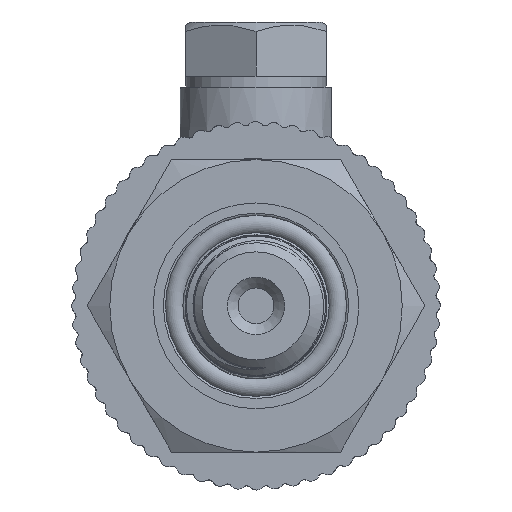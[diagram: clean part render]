
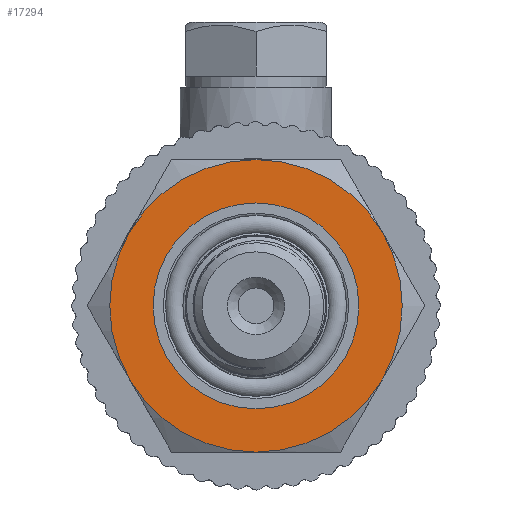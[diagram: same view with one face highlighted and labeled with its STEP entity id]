
A CAD part, left-side view. The second image highlights one B-rep face of the part: STEP entity #17294.
In plain terms, the highlighted conical face has half-angle 89.979 degrees and reference radius 11 mm.
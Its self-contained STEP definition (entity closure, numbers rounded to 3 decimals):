
#751=CONICAL_SURFACE('',#18230,11.,1.57);
#1151=FACE_OUTER_BOUND('',#2152,.T.);
#2152=EDGE_LOOP('',(#12826,#12827,#12828,#12829));
#2966=CIRCLE('',#18231,13.5);
#2967=CIRCLE('',#18232,9.5);
#4859=LINE('',#34397,#5914);
#5914=VECTOR('',#19960,11.);
#7209=VERTEX_POINT('',#34394);
#7210=VERTEX_POINT('',#34396);
#9327=EDGE_CURVE('',#7209,#7209,#2966,.T.);
#9328=EDGE_CURVE('',#7209,#7210,#4859,.T.);
#9329=EDGE_CURVE('',#7210,#7210,#2967,.T.);
#12826=ORIENTED_EDGE('',*,*,#9327,.F.);
#12827=ORIENTED_EDGE('',*,*,#9328,.T.);
#12828=ORIENTED_EDGE('',*,*,#9329,.T.);
#12829=ORIENTED_EDGE('',*,*,#9328,.F.);
#17294=ADVANCED_FACE('',(#1151),#751,.T.);
#18230=AXIS2_PLACEMENT_3D('',#34393,#19956,#19957);
#18231=AXIS2_PLACEMENT_3D('',#34395,#19958,#19959);
#18232=AXIS2_PLACEMENT_3D('',#34398,#19961,#19962);
#19956=DIRECTION('center_axis',(1.,0.,0.));
#19957=DIRECTION('ref_axis',(0.,1.,0.));
#19958=DIRECTION('center_axis',(1.,0.,0.));
#19959=DIRECTION('ref_axis',(0.,1.,0.));
#19960=DIRECTION('',(0.,1.,0.));
#19961=DIRECTION('center_axis',(1.,0.,0.));
#19962=DIRECTION('ref_axis',(0.,0.,-1.));
#34393=CARTESIAN_POINT('Origin',(-46.999,0.,0.));
#34394=CARTESIAN_POINT('',(-46.999,-13.5,0.));
#34395=CARTESIAN_POINT('Origin',(-46.999,0.,
0.));
#34396=CARTESIAN_POINT('',(-47.,-9.5,0.));
#34397=CARTESIAN_POINT('',(-46.999,-11.,0.));
#34398=CARTESIAN_POINT('Origin',(-47.,0.,0.));
